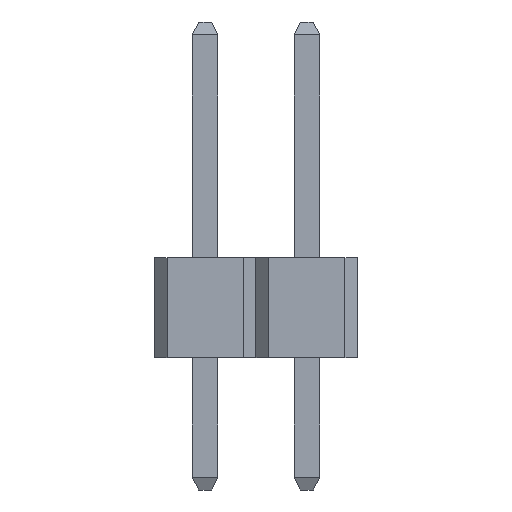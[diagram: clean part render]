
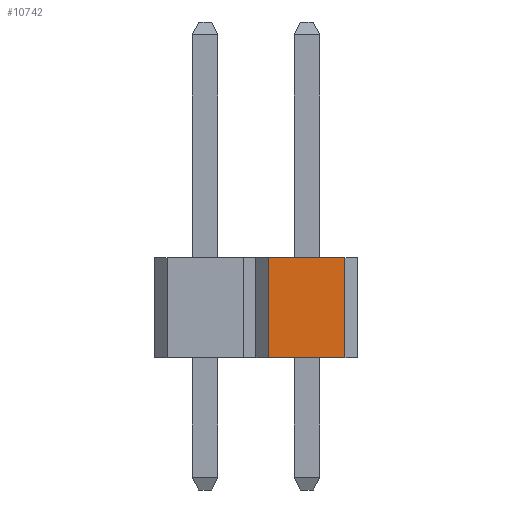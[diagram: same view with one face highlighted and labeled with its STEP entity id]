
A CAD part, left-side view. The second image highlights one B-rep face of the part: STEP entity #10742.
In plain terms, the highlighted planar face has unit normal (-1, 0, 0).
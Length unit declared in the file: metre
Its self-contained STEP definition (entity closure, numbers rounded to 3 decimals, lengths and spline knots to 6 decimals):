
#2124=ORIENTED_EDGE('',*,*,#4008,.T.);
#2125=ORIENTED_EDGE('',*,*,#4009,.T.);
#2126=ORIENTED_EDGE('',*,*,#4010,.F.);
#2127=ORIENTED_EDGE('',*,*,#4011,.T.);
#4008=EDGE_CURVE('',#5050,#5051,#6342,.T.);
#4009=EDGE_CURVE('',#5051,#5052,#6343,.T.);
#4010=EDGE_CURVE('',#5053,#5052,#6344,.T.);
#4011=EDGE_CURVE('',#5053,#5050,#6345,.T.);
#5050=VERTEX_POINT('',#17206);
#5051=VERTEX_POINT('',#17207);
#5052=VERTEX_POINT('',#17209);
#5053=VERTEX_POINT('',#17211);
#6342=LINE('',#17205,#7784);
#6343=LINE('',#17208,#7785);
#6344=LINE('',#17210,#7786);
#6345=LINE('',#17212,#7787);
#7784=VECTOR('',#14297,1.);
#7785=VECTOR('',#14298,1.);
#7786=VECTOR('',#14299,1.);
#7787=VECTOR('',#14300,1.);
#8726=EDGE_LOOP('',(#2124,#2125,#2126,#2127));
#9406=FACE_BOUND('',#8726,.T.);
#10086=PLANE('',#12035);
#10742=ADVANCED_FACE('',(#9406),#10086,.F.);
#12035=AXIS2_PLACEMENT_3D('',#17204,#14295,#14296);
#14295=DIRECTION('',(1.,0.,0.));
#14296=DIRECTION('',(0.,0.,-1.));
#14297=DIRECTION('',(0.,-1.,0.));
#14298=DIRECTION('',(0.,0.,1.));
#14299=DIRECTION('',(0.,-1.,0.));
#14300=DIRECTION('',(0.,0.,-1.));
#17204=CARTESIAN_POINT('',(-0.00127,0.,0.0025));
#17205=CARTESIAN_POINT('',(-0.00127,0.,0.));
#17206=CARTESIAN_POINT('',(-0.00127,0.00095,0.));
#17207=CARTESIAN_POINT('',(-0.00127,-0.00095,0.));
#17208=CARTESIAN_POINT('',(-0.00127,-0.00095,0.0025));
#17209=CARTESIAN_POINT('',(-0.00127,-0.00095,0.0025));
#17210=CARTESIAN_POINT('',(-0.00127,0.,0.0025));
#17211=CARTESIAN_POINT('',(-0.00127,0.00095,0.0025));
#17212=CARTESIAN_POINT('',(-0.00127,0.00095,0.));
